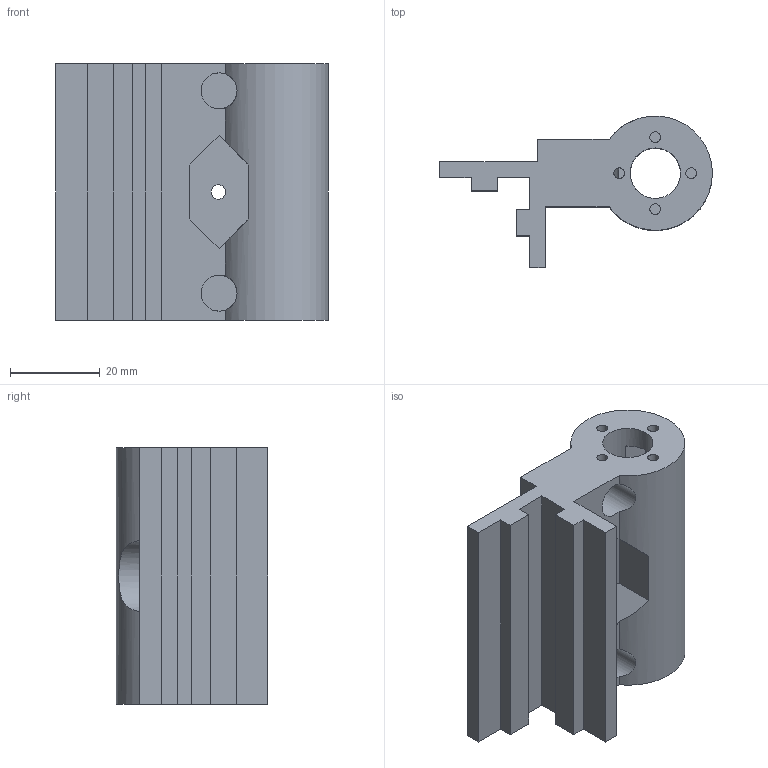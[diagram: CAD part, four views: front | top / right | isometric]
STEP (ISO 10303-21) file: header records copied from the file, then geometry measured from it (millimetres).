
FILE_DESCRIPTION(('FreeCAD Model'),'2;1');
FILE_NAME( 'x-motor-idler-TR8-x1.step', '2019-07-08T10:42:58',('Author'),(''), 'Open CASCADE STEP processor 6.8','FreeCAD','Unknown');
FILE_SCHEMA(('AUTOMOTIVE_DESIGN_CC2 { 1 2 10303 214 -1 1 5 4 }'));
Length unit declared in the file: millimetre
Products named in the file (2): ASSEMBLY; x-motor-idler-TR8x8
Assembly tree (1 placements, depth 2):
  ASSEMBLY
    x-motor-idler-TR8x8
Bounding box: 60.65 x 33.62 x 57 mm (x, y, z)
Volume: 40061.5 mm3; surface area: 16320.2 mm2
Topology: 1 solids, 1 shells, 52 faces, 154 edges, 105 vertices
Faces by surface type: plane 42, cylinder 10
Full cylindrical faces by diameter (mm): 2.4 x4, 3.2 x1, 8 x2, 11.2 x1
Entity records: 5360 total; most frequent: CARTESIAN_POINT 2355, DIRECTION 517, LINE 312, VECTOR 312, ORIENTED_EDGE 308, PCURVE 308, DEFINITIONAL_REPRESENTATION 308, EDGE_CURVE 154
